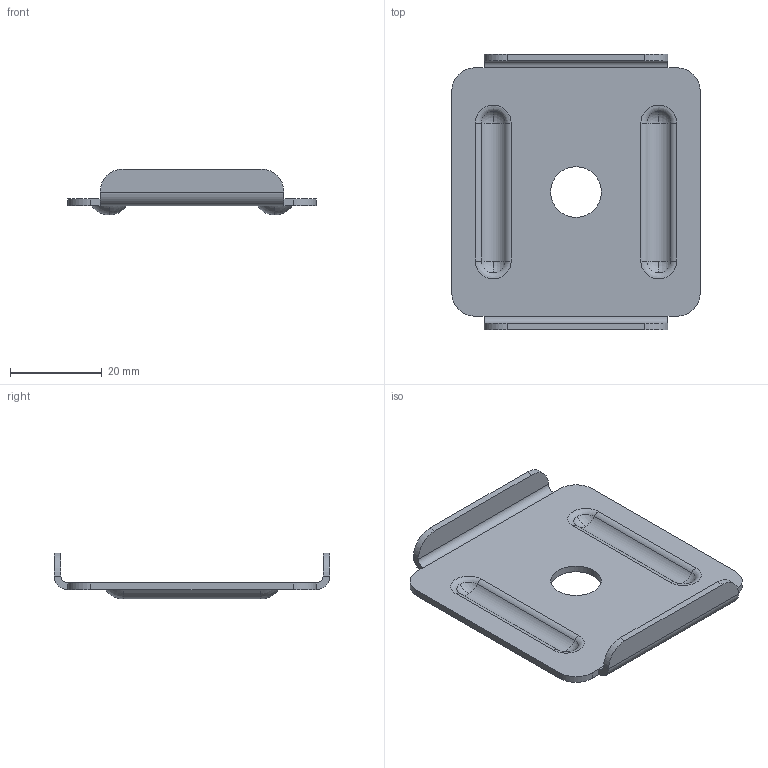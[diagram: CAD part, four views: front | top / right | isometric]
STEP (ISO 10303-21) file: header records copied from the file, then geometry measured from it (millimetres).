
FILE_DESCRIPTION (( 'STEP AP203' ), '1' );
FILE_NAME ('ÊÈÂÀ.197.00.03 Ïëîùàäêà ôèêñàòîðíàÿ.STEP', '2023-06-09T11:42:43', ( '' ), ( '' ), 'SwSTEP 2.0', 'SolidWorks 2022', '' );
FILE_SCHEMA (( 'CONFIG_CONTROL_DESIGN' ));
Length unit declared in the file: millimetre
Products named in the file (1): КИВА.197.00.03 Площадка фиксаторная
Bounding box: 54 x 60 x 10 mm (x, y, z)
Volume: 5335.7 mm3; surface area: 7531.2 mm2
Topology: 1 solids, 1 shells, 106 faces, 253 edges, 158 vertices
Faces by surface type: plane 56, cylinder 26, sphere 16, torus 8
Entity records: 3134 total; most frequent: DIRECTION 559, CARTESIAN_POINT 518, ORIENTED_EDGE 506, EDGE_CURVE 253, AXIS2_PLACEMENT_3D 199, LINE 161, VECTOR 161, VERTEX_POINT 158
